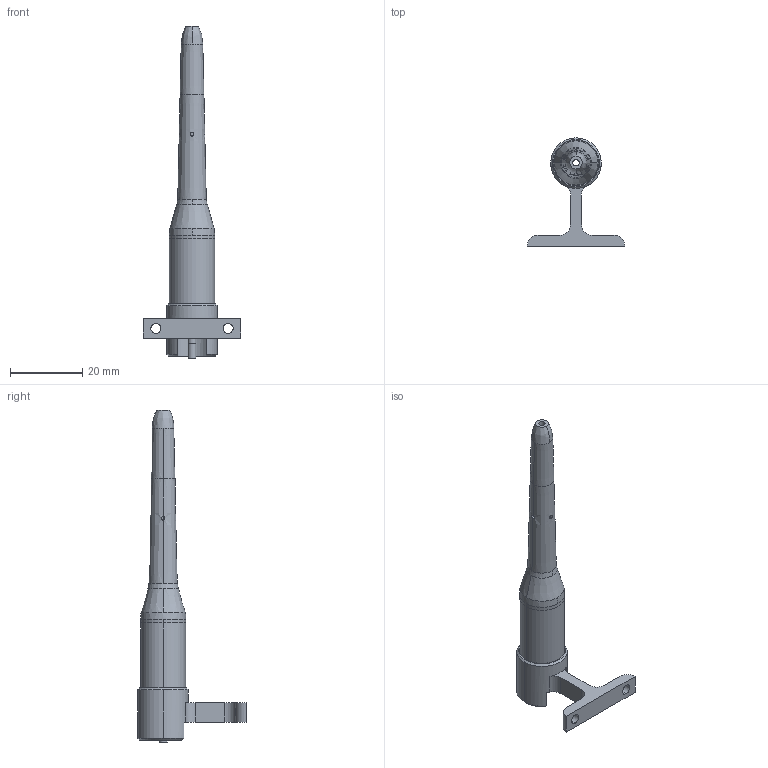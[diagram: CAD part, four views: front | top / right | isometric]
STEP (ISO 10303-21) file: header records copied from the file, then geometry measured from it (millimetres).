
FILE_DESCRIPTION (( 'STEP AP214' ), '1' );
FILE_NAME ('pitot tube.STEP', '2023-11-05T11:10:48', ( '' ), ( '' ), 'SwSTEP 2.0', 'SolidWorks 2023', '' );
FILE_SCHEMA (( 'AUTOMOTIVE_DESIGN' ));
Length unit declared in the file: millimetre
Products named in the file (1): pitot tube
Bounding box: 27 x 30 x 92 mm (x, y, z)
Volume: 5166.1 mm3; surface area: 7227.9 mm2
Topology: 5 solids, 5 shells, 102 faces, 266 edges, 172 vertices
Faces by surface type: cylinder 54, plane 28, cone 14, bspline 6
Entity records: 3495 total; most frequent: CARTESIAN_POINT 839, DIRECTION 562, ORIENTED_EDGE 532, EDGE_CURVE 266, AXIS2_PLACEMENT_3D 229, VERTEX_POINT 172, CIRCLE 132, EDGE_LOOP 124
